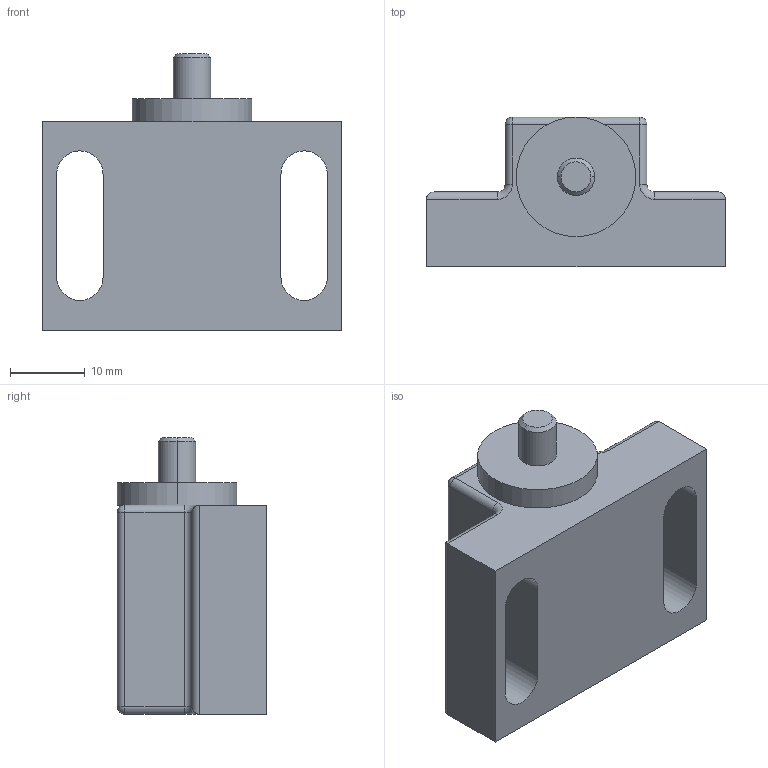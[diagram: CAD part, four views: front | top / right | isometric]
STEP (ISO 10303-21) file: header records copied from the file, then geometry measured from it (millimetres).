
FILE_DESCRIPTION (( 'STEP AP203' ), '1' );
FILE_NAME ('084.525.001.STEP', '2013-01-28T10:36:14', ( 'Alusic' ), ( 'Alusic' ), 'SwSTEP 2.0', 'SolidWorks 2011', '' );
FILE_SCHEMA (( 'CONFIG_CONTROL_DESIGN' ));
Length unit declared in the file: millimetre
Products named in the file (1): 084.525.001
Bounding box: 40 x 20 x 37 mm (x, y, z)
Volume: 14887.5 mm3; surface area: 5538.1 mm2
Topology: 2 solids, 2 shells, 51 faces, 116 edges, 66 vertices
Faces by surface type: cylinder 24, plane 17, torus 4, sphere 4, cone 2
Entity records: 1467 total; most frequent: DIRECTION 258, CARTESIAN_POINT 242, ORIENTED_EDGE 224, EDGE_CURVE 112, AXIS2_PLACEMENT_3D 98, VERTEX_POINT 66, LINE 62, VECTOR 62
